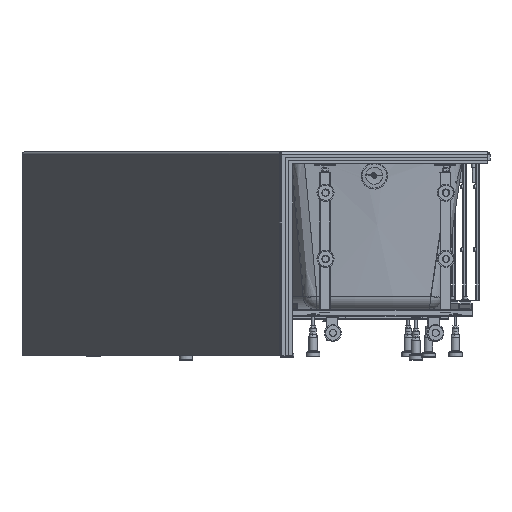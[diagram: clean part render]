
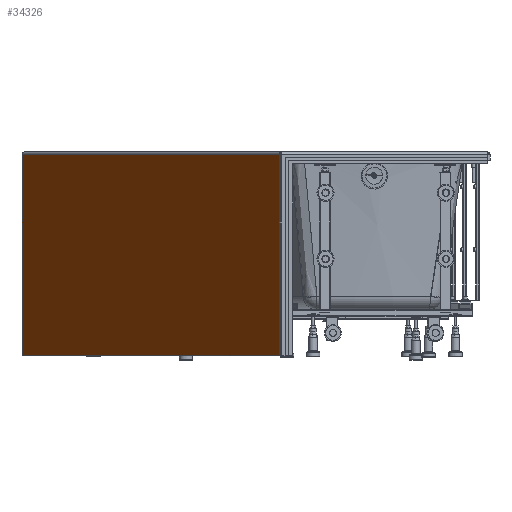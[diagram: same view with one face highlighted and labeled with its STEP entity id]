
A CAD part, left-side view. The second image highlights one B-rep face of the part: STEP entity #34326.
In plain terms, the highlighted face is planar.
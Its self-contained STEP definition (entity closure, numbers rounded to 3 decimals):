
#32307=CARTESIAN_POINT('',(-187.012,-724.971,0.0));
#32308=VERTEX_POINT('',#32307);
#32316=CARTESIAN_POINT('',(-860.612,959.029,0.0));
#32317=VERTEX_POINT('',#32316);
#32318=CARTESIAN_POINT('',(-860.612,959.029,0.0));
#32319=DIRECTION('',(0.371,-0.928,0.0));
#32320=VECTOR('',#32319,1813.724);
#32321=LINE('',#32318,#32320);
#32322=EDGE_CURVE('',#32317,#32308,#32321,.T.);
#32534=CARTESIAN_POINT('',(-187.012,-724.971,592.0));
#32535=VERTEX_POINT('',#32534);
#33867=CARTESIAN_POINT('',(-860.612,959.029,592.0));
#33868=VERTEX_POINT('',#33867);
#33876=CARTESIAN_POINT('',(-187.012,-724.971,592.0));
#33877=DIRECTION('',(-0.371,0.928,0.0));
#33878=VECTOR('',#33877,1813.724);
#33879=LINE('',#33876,#33878);
#33880=EDGE_CURVE('',#33868,#32535,#33879,.F.);
#34300=CARTESIAN_POINT('',(-187.012,-724.971,592.0));
#34301=DIRECTION('',(0.0,0.0,-1.0));
#34302=VECTOR('',#34301,592.0);
#34303=LINE('',#34300,#34302);
#34304=EDGE_CURVE('',#32535,#32308,#34303,.T.);
#34310=CARTESIAN_POINT('',(-865.0,970.0,0.0));
#34311=DIRECTION('',(-0.928,-0.371,0.0));
#34312=DIRECTION('',(0.0,0.0,1.0));
#34313=AXIS2_PLACEMENT_3D('',#34310,#34311,#34312);
#34314=PLANE('',#34313);
#34315=ORIENTED_EDGE('',*,*,#32322,.T.);
#34316=ORIENTED_EDGE('',*,*,#34304,.F.);
#34317=ORIENTED_EDGE('',*,*,#33880,.F.);
#34318=CARTESIAN_POINT('',(-860.612,959.029,0.0));
#34319=DIRECTION('',(0.0,0.0,1.0));
#34320=VECTOR('',#34319,592.0);
#34321=LINE('',#34318,#34320);
#34322=EDGE_CURVE('',#32317,#33868,#34321,.T.);
#34323=ORIENTED_EDGE('',*,*,#34322,.F.);
#34324=EDGE_LOOP('',(#34315,#34316,#34317,#34323));
#34325=FACE_OUTER_BOUND('',#34324,.T.);
#34326=ADVANCED_FACE('',(#34325),#34314,.T.);
